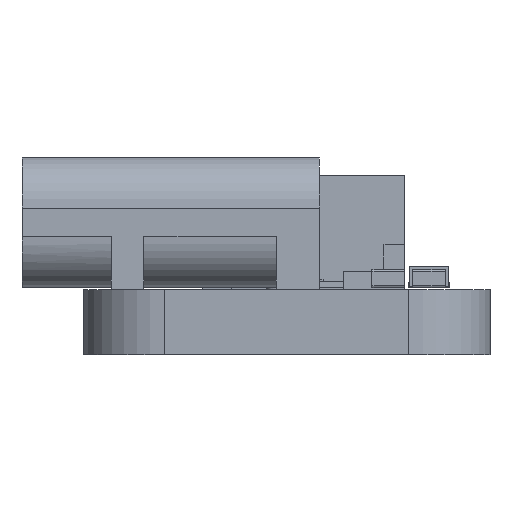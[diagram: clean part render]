
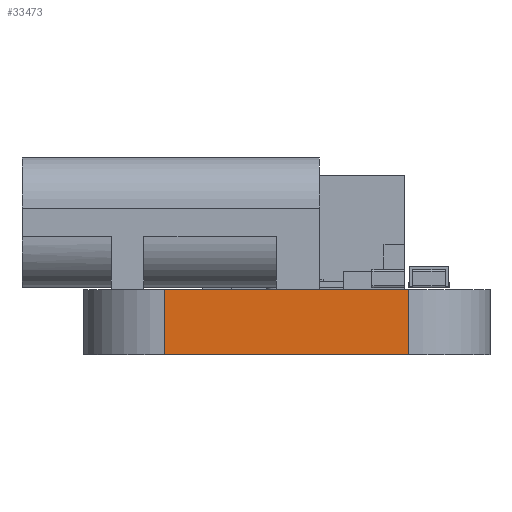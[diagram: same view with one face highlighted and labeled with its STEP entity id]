
A CAD part, left-side view. The second image highlights one B-rep face of the part: STEP entity #33473.
In plain terms, the highlighted planar face has unit normal (-1, 0, 0).
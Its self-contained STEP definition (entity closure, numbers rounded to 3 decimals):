
#31892 = PLANE('',#31893);
#31893 = AXIS2_PLACEMENT_3D('',#31894,#31895,#31896);
#31894 = CARTESIAN_POINT('',(139.5,-31.5,1.6));
#31895 = DIRECTION('',(0.,0.,1.));
#31896 = DIRECTION('',(1.,0.,-0.));
#31920 = CYLINDRICAL_SURFACE('',#31921,2.);
#31921 = AXIS2_PLACEMENT_3D('',#31922,#31923,#31924);
#31922 = CARTESIAN_POINT('',(124.,-28.5,0.));
#31923 = DIRECTION('',(-0.,-0.,-1.));
#31924 = DIRECTION('',(1.,0.,-0.));
#31946 = PLANE('',#31947);
#31947 = AXIS2_PLACEMENT_3D('',#31948,#31949,#31950);
#31948 = CARTESIAN_POINT('',(139.5,-31.5,0.));
#31949 = DIRECTION('',(0.,0.,1.));
#31950 = DIRECTION('',(1.,0.,-0.));
#32041 = VERTEX_POINT('',#32042);
#32042 = CARTESIAN_POINT('',(122.,-28.5,1.6));
#32064 = EDGE_CURVE('',#32065,#32041,#32067,.T.);
#32065 = VERTEX_POINT('',#32066);
#32066 = CARTESIAN_POINT('',(122.,-28.5,0.));
#32067 = SURFACE_CURVE('',#32068,(#32072,#32079),.PCURVE_S1.);
#32068 = LINE('',#32069,#32070);
#32069 = CARTESIAN_POINT('',(122.,-28.5,0.));
#32070 = VECTOR('',#32071,1.);
#32071 = DIRECTION('',(0.,0.,1.));
#32072 = PCURVE('',#31920,#32073);
#32073 = DEFINITIONAL_REPRESENTATION('',(#32074),#32078);
#32074 = LINE('',#32075,#32076);
#32075 = CARTESIAN_POINT('',(-3.142,0.));
#32076 = VECTOR('',#32077,1.);
#32077 = DIRECTION('',(-0.,-1.));
#32078 = ( GEOMETRIC_REPRESENTATION_CONTEXT(2) 
PARAMETRIC_REPRESENTATION_CONTEXT() REPRESENTATION_CONTEXT('2D SPACE',''
  ) );
#32079 = PCURVE('',#32080,#32085);
#32080 = PLANE('',#32081);
#32081 = AXIS2_PLACEMENT_3D('',#32082,#32083,#32084);
#32082 = CARTESIAN_POINT('',(122.,-28.5,0.));
#32083 = DIRECTION('',(1.,0.,-0.));
#32084 = DIRECTION('',(0.,-1.,0.));
#32085 = DEFINITIONAL_REPRESENTATION('',(#32086),#32090);
#32086 = LINE('',#32087,#32088);
#32087 = CARTESIAN_POINT('',(0.,0.));
#32088 = VECTOR('',#32089,1.);
#32089 = DIRECTION('',(0.,-1.));
#32090 = ( GEOMETRIC_REPRESENTATION_CONTEXT(2) 
PARAMETRIC_REPRESENTATION_CONTEXT() REPRESENTATION_CONTEXT('2D SPACE',''
  ) );
#32119 = EDGE_CURVE('',#32065,#32120,#32122,.T.);
#32120 = VERTEX_POINT('',#32121);
#32121 = CARTESIAN_POINT('',(122.,-34.5,0.));
#32122 = SURFACE_CURVE('',#32123,(#32127,#32134),.PCURVE_S1.);
#32123 = LINE('',#32124,#32125);
#32124 = CARTESIAN_POINT('',(122.,-28.5,0.));
#32125 = VECTOR('',#32126,1.);
#32126 = DIRECTION('',(0.,-1.,0.));
#32127 = PCURVE('',#31946,#32128);
#32128 = DEFINITIONAL_REPRESENTATION('',(#32129),#32133);
#32129 = LINE('',#32130,#32131);
#32130 = CARTESIAN_POINT('',(-17.5,3.));
#32131 = VECTOR('',#32132,1.);
#32132 = DIRECTION('',(0.,-1.));
#32133 = ( GEOMETRIC_REPRESENTATION_CONTEXT(2) 
PARAMETRIC_REPRESENTATION_CONTEXT() REPRESENTATION_CONTEXT('2D SPACE',''
  ) );
#32134 = PCURVE('',#32080,#32135);
#32135 = DEFINITIONAL_REPRESENTATION('',(#32136),#32140);
#32136 = LINE('',#32137,#32138);
#32137 = CARTESIAN_POINT('',(0.,0.));
#32138 = VECTOR('',#32139,1.);
#32139 = DIRECTION('',(1.,0.));
#32140 = ( GEOMETRIC_REPRESENTATION_CONTEXT(2) 
PARAMETRIC_REPRESENTATION_CONTEXT() REPRESENTATION_CONTEXT('2D SPACE',''
  ) );
#32159 = CYLINDRICAL_SURFACE('',#32160,2.);
#32160 = AXIS2_PLACEMENT_3D('',#32161,#32162,#32163);
#32161 = CARTESIAN_POINT('',(124.,-34.5,0.));
#32162 = DIRECTION('',(-0.,-0.,-1.));
#32163 = DIRECTION('',(1.,0.,-0.));
#32843 = EDGE_CURVE('',#32041,#32844,#32846,.T.);
#32844 = VERTEX_POINT('',#32845);
#32845 = CARTESIAN_POINT('',(122.,-34.5,1.6));
#32846 = SURFACE_CURVE('',#32847,(#32851,#32858),.PCURVE_S1.);
#32847 = LINE('',#32848,#32849);
#32848 = CARTESIAN_POINT('',(122.,-28.5,1.6));
#32849 = VECTOR('',#32850,1.);
#32850 = DIRECTION('',(0.,-1.,0.));
#32851 = PCURVE('',#31892,#32852);
#32852 = DEFINITIONAL_REPRESENTATION('',(#32853),#32857);
#32853 = LINE('',#32854,#32855);
#32854 = CARTESIAN_POINT('',(-17.5,3.));
#32855 = VECTOR('',#32856,1.);
#32856 = DIRECTION('',(0.,-1.));
#32857 = ( GEOMETRIC_REPRESENTATION_CONTEXT(2) 
PARAMETRIC_REPRESENTATION_CONTEXT() REPRESENTATION_CONTEXT('2D SPACE',''
  ) );
#32858 = PCURVE('',#32080,#32859);
#32859 = DEFINITIONAL_REPRESENTATION('',(#32860),#32864);
#32860 = LINE('',#32861,#32862);
#32861 = CARTESIAN_POINT('',(0.,-1.6));
#32862 = VECTOR('',#32863,1.);
#32863 = DIRECTION('',(1.,0.));
#32864 = ( GEOMETRIC_REPRESENTATION_CONTEXT(2) 
PARAMETRIC_REPRESENTATION_CONTEXT() REPRESENTATION_CONTEXT('2D SPACE',''
  ) );
#33473 = ADVANCED_FACE('',(#33474),#32080,.F.);
#33474 = FACE_BOUND('',#33475,.F.);
#33475 = EDGE_LOOP('',(#33476,#33477,#33478,#33499));
#33476 = ORIENTED_EDGE('',*,*,#32064,.T.);
#33477 = ORIENTED_EDGE('',*,*,#32843,.T.);
#33478 = ORIENTED_EDGE('',*,*,#33479,.F.);
#33479 = EDGE_CURVE('',#32120,#32844,#33480,.T.);
#33480 = SURFACE_CURVE('',#33481,(#33485,#33492),.PCURVE_S1.);
#33481 = LINE('',#33482,#33483);
#33482 = CARTESIAN_POINT('',(122.,-34.5,0.));
#33483 = VECTOR('',#33484,1.);
#33484 = DIRECTION('',(0.,0.,1.));
#33485 = PCURVE('',#32080,#33486);
#33486 = DEFINITIONAL_REPRESENTATION('',(#33487),#33491);
#33487 = LINE('',#33488,#33489);
#33488 = CARTESIAN_POINT('',(6.,0.));
#33489 = VECTOR('',#33490,1.);
#33490 = DIRECTION('',(0.,-1.));
#33491 = ( GEOMETRIC_REPRESENTATION_CONTEXT(2) 
PARAMETRIC_REPRESENTATION_CONTEXT() REPRESENTATION_CONTEXT('2D SPACE',''
  ) );
#33492 = PCURVE('',#32159,#33493);
#33493 = DEFINITIONAL_REPRESENTATION('',(#33494),#33498);
#33494 = LINE('',#33495,#33496);
#33495 = CARTESIAN_POINT('',(-3.142,0.));
#33496 = VECTOR('',#33497,1.);
#33497 = DIRECTION('',(-0.,-1.));
#33498 = ( GEOMETRIC_REPRESENTATION_CONTEXT(2) 
PARAMETRIC_REPRESENTATION_CONTEXT() REPRESENTATION_CONTEXT('2D SPACE',''
  ) );
#33499 = ORIENTED_EDGE('',*,*,#32119,.F.);
